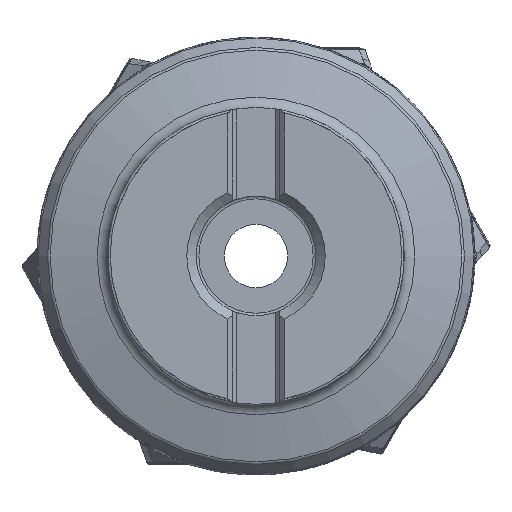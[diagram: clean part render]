
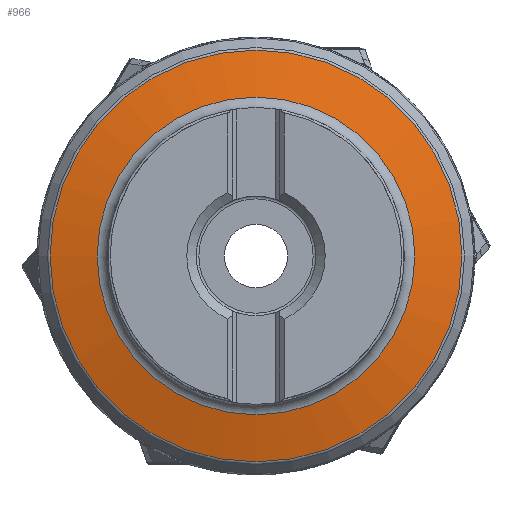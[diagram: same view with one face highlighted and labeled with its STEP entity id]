
A CAD part, top view. The second image highlights one B-rep face of the part: STEP entity #966.
In plain terms, the highlighted conical face has half-angle 75.814 degrees and reference radius 31.5 mm.
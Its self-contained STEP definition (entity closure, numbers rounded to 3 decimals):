
#361=CONICAL_SURFACE('',#9754,31.5,75.814);
#966=ADVANCED_FACE('S9',(#1941,#1942),#361,.T.);
#1760=CIRCLE('',#9752,43.776);
#1761=CIRCLE('',#9753,33.765);
#1941=FACE_BOUND('',#2190,.T.);
#1942=FACE_BOUND('',#2191,.T.);
#2190=EDGE_LOOP('',(#3919));
#2191=EDGE_LOOP('',(#3920));
#3919=ORIENTED_EDGE('',*,*,#7419,.T.);
#3920=ORIENTED_EDGE('',*,*,#7420,.T.);
#6455=VERTEX_POINT('',#14342);
#6456=VERTEX_POINT('',#14344);
#7419=EDGE_CURVE('',#6455,#6455,#1760,.T.);
#7420=EDGE_CURVE('',#6456,#6456,#1761,.T.);
#9752=AXIS2_PLACEMENT_3D('',#14341,#10883,#10884);
#9753=AXIS2_PLACEMENT_3D('',#14343,#10885,#10886);
#9754=AXIS2_PLACEMENT_3D('',#14345,#10887,#10888);
#10883=DIRECTION('',(0.,0.,1.));
#10884=DIRECTION('',(0.,1.,0.));
#10885=DIRECTION('',(0.,0.,-1.));
#10886=DIRECTION('',(0.,-1.,0.));
#10887=DIRECTION('',(0.,0.,-1.));
#10888=DIRECTION('',(0.,-1.,0.));
#14341=CARTESIAN_POINT('',(0.,0.,
-19.603));
#14342=CARTESIAN_POINT('',(0.,43.776,-19.603));
#14343=CARTESIAN_POINT('',(0.,0.,
-17.072));
#14344=CARTESIAN_POINT('',(0.,-33.765,-17.072));
#14345=CARTESIAN_POINT('',(0.,0.,
-16.5));
